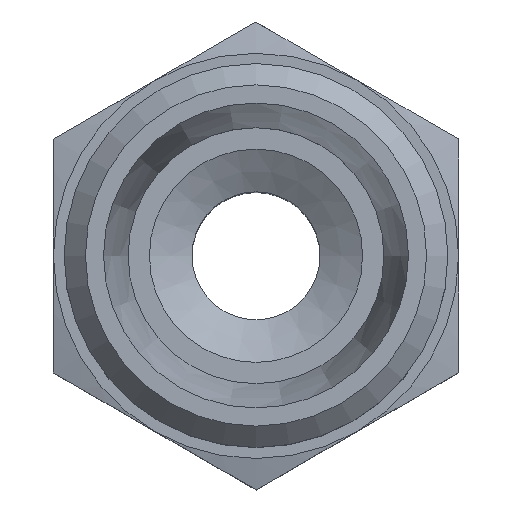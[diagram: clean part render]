
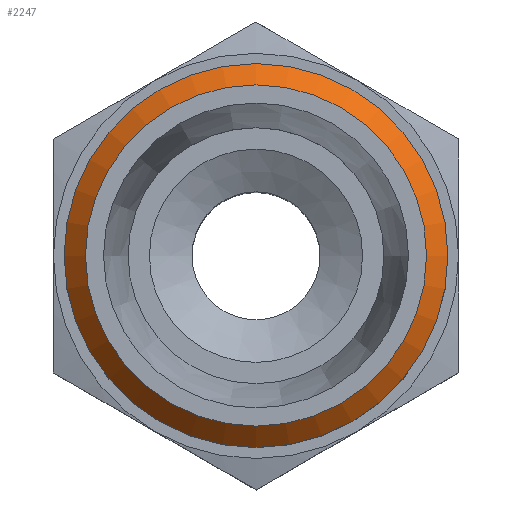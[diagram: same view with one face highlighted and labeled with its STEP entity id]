
A CAD part, top view. The second image highlights one B-rep face of the part: STEP entity #2247.
In plain terms, the highlighted conical face has half-angle 45 degrees and reference radius 8.5 mm.
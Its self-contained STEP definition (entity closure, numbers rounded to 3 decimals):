
#2213=CARTESIAN_POINT('',(9.0,0.,29.0));
#2214=VERTEX_POINT('',#2213);
#2215=CARTESIAN_POINT('',(0.0,0.0,29.0));
#2216=DIRECTION('',(0.0,0.0,1.0));
#2217=DIRECTION('',(-1.0,0.0,0.0));
#2218=AXIS2_PLACEMENT_3D('',#2215,#2216,#2217);
#2219=CIRCLE('',#2218,9.0);
#2220=EDGE_CURVE('',#2214,#2214,#2219,.T.);
#2228=CARTESIAN_POINT('',(0.0,0.0,29.5));
#2229=DIRECTION('',(0.0,0.0,-1.0));
#2230=DIRECTION('',(-1.0,0.0,0.0));
#2231=AXIS2_PLACEMENT_3D('',#2228,#2229,#2230);
#2232=CONICAL_SURFACE('',#2231,8.5,45.);
#2233=ORIENTED_EDGE('',*,*,#2220,.T.);
#2234=EDGE_LOOP('',(#2233));
#2235=FACE_OUTER_BOUND('',#2234,.T.);
#2236=CARTESIAN_POINT('',(8.0,0.,30.0));
#2237=VERTEX_POINT('',#2236);
#2238=CARTESIAN_POINT('',(0.0,0.0,30.0));
#2239=DIRECTION('',(0.0,0.0,-1.0));
#2240=DIRECTION('',(-1.0,0.0,0.0));
#2241=AXIS2_PLACEMENT_3D('',#2238,#2239,#2240);
#2242=CIRCLE('',#2241,8.0);
#2243=EDGE_CURVE('',#2237,#2237,#2242,.T.);
#2244=ORIENTED_EDGE('',*,*,#2243,.T.);
#2245=EDGE_LOOP('',(#2244));
#2246=FACE_BOUND('',#2245,.T.);
#2247=ADVANCED_FACE('',(#2235,#2246),#2232,.T.);
